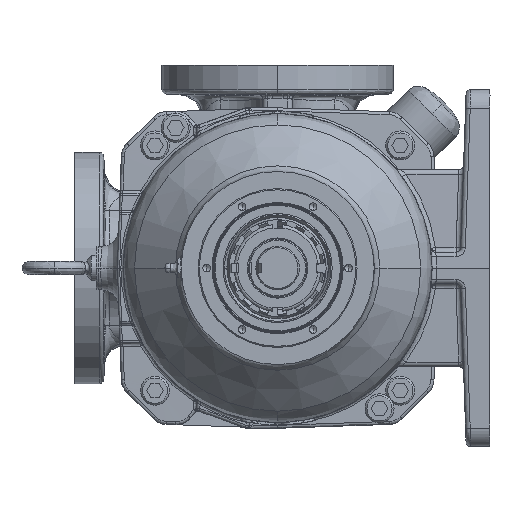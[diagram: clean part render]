
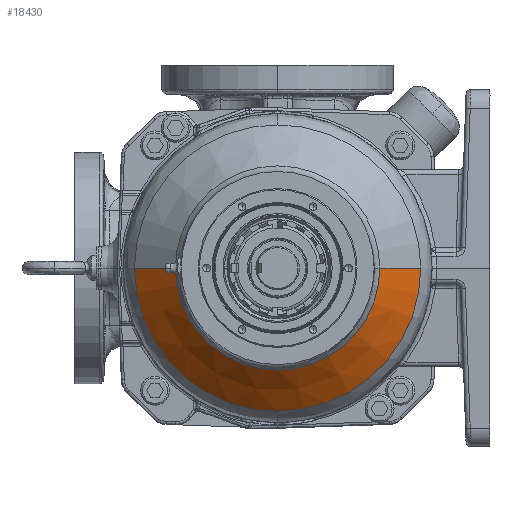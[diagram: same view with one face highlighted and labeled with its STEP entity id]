
A CAD part, left-side view. The second image highlights one B-rep face of the part: STEP entity #18430.
In plain terms, the highlighted conical face has half-angle 44.977 degrees and reference radius 94.168 mm.
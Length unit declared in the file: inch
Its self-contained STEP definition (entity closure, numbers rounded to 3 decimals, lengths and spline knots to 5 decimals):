
#5228 = EDGE_LOOP ( 'NONE', ( #49229, #171026, #243642, #248974, #219666 ) ) ;
#5847 = DIRECTION ( 'NONE',  ( 0.707, 0.707, 0. ) ) ;
#9360 = AXIS2_PLACEMENT_3D ( 'NONE', #273700, #143575, #13803 ) ;
#13803 = DIRECTION ( 'NONE',  ( 0., 0., 1. ) ) ;
#14747 = CIRCLE ( 'NONE', #209933, 3.70739 ) ;
#18430 = ADVANCED_FACE ( 'NONE', ( #94078 ), #66902, .T. ) ;
#19956 = DIRECTION ( 'NONE',  ( 0.707, -0.707, 0. ) ) ;
#20981 = CIRCLE ( 'NONE', #262090, 2.6463 ) ;
#27540 = CARTESIAN_POINT ( 'NONE',  ( -6.65573, 3.70739, 0. ) ) ;
#36966 = EDGE_CURVE ( 'NONE', #238565, #173532, #105798, .T. ) ;
#37927 = DIRECTION ( 'NONE',  ( 1., 0., 0. ) ) ;
#41864 = DIRECTION ( 'NONE',  ( 1., 0., 0. ) ) ;
#47022 = VECTOR ( 'NONE', #5847, 39.37008 ) ;
#49229 = ORIENTED_EDGE ( 'NONE', *, *, #36966, .F. ) ;
#54766 = CARTESIAN_POINT ( 'NONE',  ( -6.65573, -3.70739, 0. ) ) ;
#56532 = VERTEX_POINT ( 'NONE', #204811 ) ;
#58072 = EDGE_CURVE ( 'NONE', #56532, #132163, #104585, .T. ) ;
#61457 = VERTEX_POINT ( 'NONE', #163577 ) ;
#66902 = CONICAL_SURFACE ( 'NONE', #99742, 3.70739, 0.785 ) ;
#94078 = FACE_OUTER_BOUND ( 'NONE', #5228, .T. ) ;
#99742 = AXIS2_PLACEMENT_3D ( 'NONE', #261956, #41864, #104984 ) ;
#104585 = LINE ( 'NONE', #27540, #47022 ) ;
#104984 = DIRECTION ( 'NONE',  ( 0., 1., 0. ) ) ;
#105798 = LINE ( 'NONE', #128935, #221317 ) ;
#107621 = CARTESIAN_POINT ( 'NONE',  ( -6.65573, 0., 0. ) ) ;
#116929 = EDGE_CURVE ( 'NONE', #173532, #61457, #14747, .T. ) ;
#122435 = CIRCLE ( 'NONE', #9360, 3.70739 ) ;
#128935 = CARTESIAN_POINT ( 'NONE',  ( -6.65573, -3.70739, 0. ) ) ;
#129474 = DIRECTION ( 'NONE',  ( 0., 0., 1. ) ) ;
#132163 = VERTEX_POINT ( 'NONE', #191837 ) ;
#143575 = DIRECTION ( 'NONE',  ( 1., 0., 0. ) ) ;
#155631 = EDGE_CURVE ( 'NONE', #238565, #56532, #20981, .T. ) ;
#163577 = CARTESIAN_POINT ( 'NONE',  ( -6.65573, 0., -3.70739 ) ) ;
#167750 = CARTESIAN_POINT ( 'NONE',  ( -7.71767, 0., 0. ) ) ;
#171026 = ORIENTED_EDGE ( 'NONE', *, *, #155631, .T. ) ;
#173532 = VERTEX_POINT ( 'NONE', #54766 ) ;
#176034 = EDGE_CURVE ( 'NONE', #61457, #132163, #122435, .T. ) ;
#189535 = DIRECTION ( 'NONE',  ( 0., 1., 0. ) ) ;
#191837 = CARTESIAN_POINT ( 'NONE',  ( -6.65573, 3.70739, 0. ) ) ;
#204811 = CARTESIAN_POINT ( 'NONE',  ( -7.71767, 2.6463, 0. ) ) ;
#209933 = AXIS2_PLACEMENT_3D ( 'NONE', #107621, #259567, #129474 ) ;
#219666 = ORIENTED_EDGE ( 'NONE', *, *, #116929, .F. ) ;
#221317 = VECTOR ( 'NONE', #19956, 39.37008 ) ;
#228199 = CARTESIAN_POINT ( 'NONE',  ( -7.71767, -2.6463, 0. ) ) ;
#238565 = VERTEX_POINT ( 'NONE', #228199 ) ;
#243642 = ORIENTED_EDGE ( 'NONE', *, *, #58072, .T. ) ;
#248974 = ORIENTED_EDGE ( 'NONE', *, *, #176034, .F. ) ;
#259567 = DIRECTION ( 'NONE',  ( 1., 0., 0. ) ) ;
#261956 = CARTESIAN_POINT ( 'NONE',  ( -6.65573, 0., 0. ) ) ;
#262090 = AXIS2_PLACEMENT_3D ( 'NONE', #167750, #37927, #189535 ) ;
#273700 = CARTESIAN_POINT ( 'NONE',  ( -6.65573, 0., 0. ) ) ;
